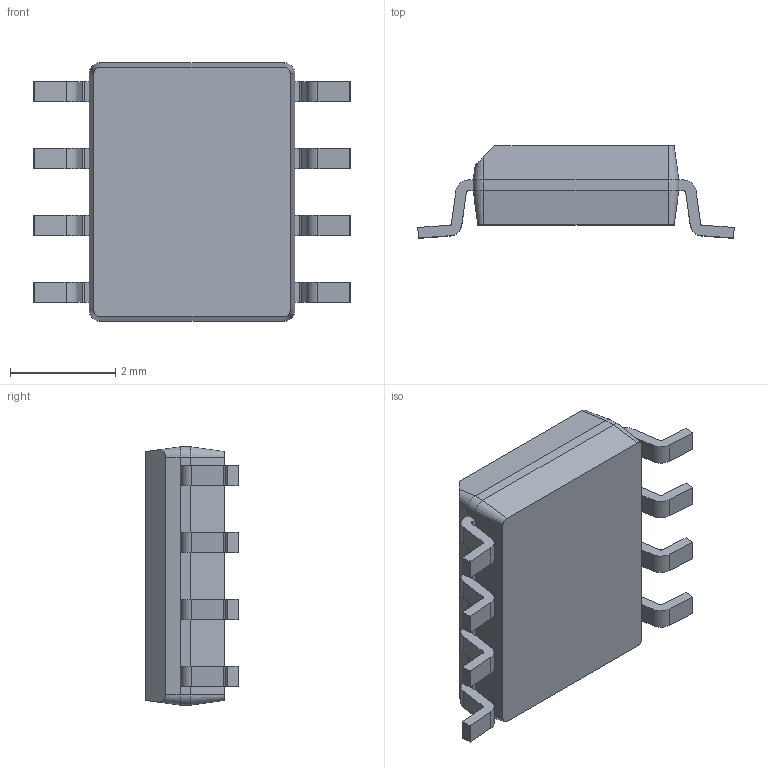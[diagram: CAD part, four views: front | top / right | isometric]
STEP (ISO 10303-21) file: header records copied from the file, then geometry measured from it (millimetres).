
FILE_DESCRIPTION (( 'STEP AP214' ), '1' );
FILE_NAME ('AP2411S-13.STEP', '2021-06-28T17:28:52', ( '' ), ( '' ), 'SwSTEP 2.0', 'SolidWorks 2017', '' );
FILE_SCHEMA (( 'AUTOMOTIVE_DESIGN' ));
Length unit declared in the file: millimetre
Products named in the file (1): AP2411S-13
Bounding box: 6 x 1.75 x 4.9 mm (x, y, z)
Volume: 28.4 mm3; surface area: 76.9 mm2
Topology: 9 solids, 9 shells, 139 faces, 347 edges, 226 vertices
Faces by surface type: plane 95, cylinder 36, cone 8
Entity records: 4217 total; most frequent: CARTESIAN_POINT 719, DIRECTION 703, ORIENTED_EDGE 694, EDGE_CURVE 347, VECTOR 267, LINE 267, VERTEX_POINT 226, AXIS2_PLACEMENT_3D 218
